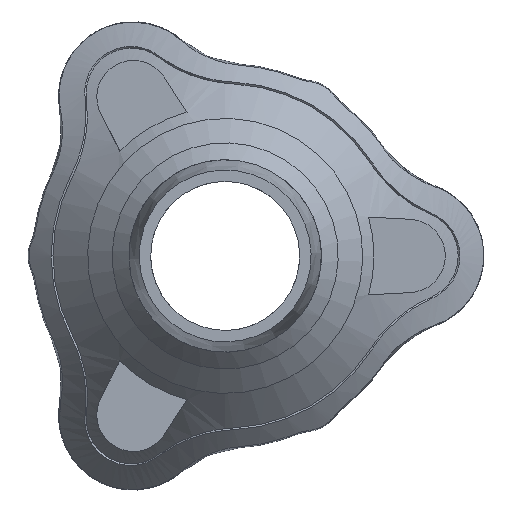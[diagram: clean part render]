
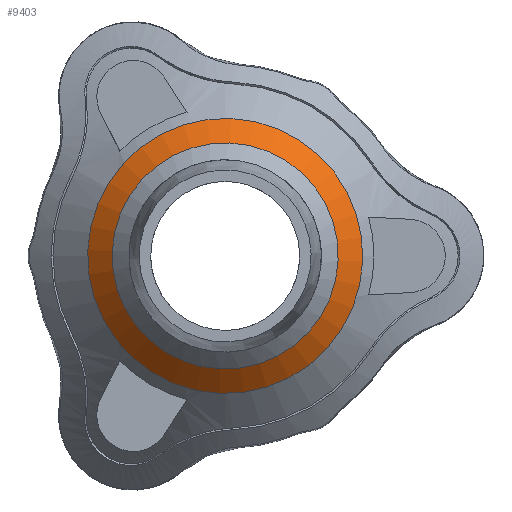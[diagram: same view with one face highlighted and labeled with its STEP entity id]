
A CAD part, front view. The second image highlights one B-rep face of the part: STEP entity #9403.
In plain terms, the highlighted conical face has half-angle 47.218 degrees and reference radius 49.306 mm.
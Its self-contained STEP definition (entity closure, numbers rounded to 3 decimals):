
#170 = ORIENTED_EDGE ( 'NONE', *, *, #2477, .F. ) ;
#714 = CIRCLE ( 'NONE', #10751, 60. ) ;
#866 = CIRCLE ( 'NONE', #10775, 49.306 ) ;
#1966 = CARTESIAN_POINT ( 'NONE',  ( 130.902, 80.508, -2.708 ) ) ;
#1967 = DIRECTION ( 'NONE',  ( 0., 1., 0. ) ) ;
#1968 = DIRECTION ( 'NONE',  ( 0.844, 0., -0.536 ) ) ;
#2477 = EDGE_CURVE ( 'NONE', #5886, #5886, #714, .T. ) ;
#5384 = CARTESIAN_POINT ( 'NONE',  ( 130.902, 70.612, -2.708 ) ) ;
#5385 = DIRECTION ( 'NONE',  ( 0., 1., 0. ) ) ;
#5386 = DIRECTION ( 'NONE',  ( 0.844, 0., -0.536 ) ) ;
#5563 = EDGE_CURVE ( 'NONE', #5895, #5895, #866, .T. ) ;
#5590 = FACE_BOUND ( 'NONE', #6577, .T. ) ;
#5592 = FACE_OUTER_BOUND ( 'NONE', #6656, .T. ) ;
#5598 = CONICAL_SURFACE ( 'NONE', #10854, 49.306, 0.824 ) ;
#5886 = VERTEX_POINT ( 'NONE', #11575 ) ;
#5895 = VERTEX_POINT ( 'NONE', #11584 ) ;
#6577 = EDGE_LOOP ( 'NONE', ( #10652 ) ) ;
#6656 = EDGE_LOOP ( 'NONE', ( #170 ) ) ;
#7875 = CARTESIAN_POINT ( 'NONE',  ( 130.902, 70.612, -2.708 ) ) ;
#7876 = DIRECTION ( 'NONE',  ( 0., 1., 0. ) ) ;
#7878 = DIRECTION ( 'NONE',  ( 0.844, 0., -0.536 ) ) ;
#9403 = ADVANCED_FACE ( 'NONE', ( #5592, #5590 ), #5598, .T. ) ;
#10652 = ORIENTED_EDGE ( 'NONE', *, *, #5563, .T. ) ;
#10751 = AXIS2_PLACEMENT_3D ( 'NONE', #1966, #1967, #1968 ) ;
#10775 = AXIS2_PLACEMENT_3D ( 'NONE', #5384, #5385, #5386 ) ;
#10854 = AXIS2_PLACEMENT_3D ( 'NONE', #7875, #7876, #7878 ) ;
#11575 = CARTESIAN_POINT ( 'NONE',  ( 181.57, 80.508, -34.844 ) ) ;
#11584 = CARTESIAN_POINT ( 'NONE',  ( 172.54, 70.612, -29.116 ) ) ;
